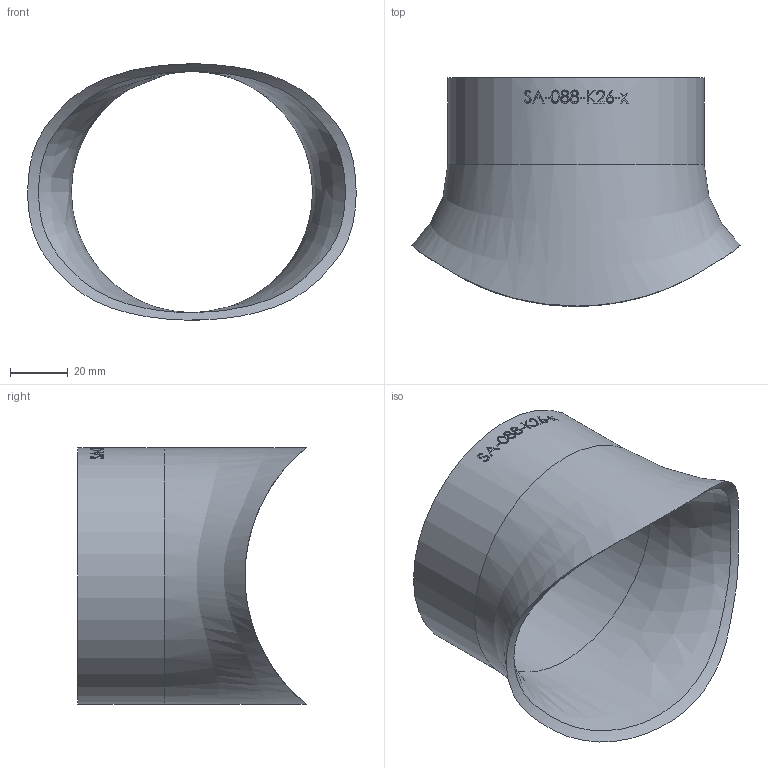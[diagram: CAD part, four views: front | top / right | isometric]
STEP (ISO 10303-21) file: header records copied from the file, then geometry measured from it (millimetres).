
FILE_DESCRIPTION (( 'STEP AP214' ), '1' );
FILE_NAME ('SA-088-K26-x Sattelstutzen 2001.STEP', '2020-01-08T14:17:10', ( '' ), ( '' ), 'SwSTEP 2.0', 'SolidWorks 2016', '' );
FILE_SCHEMA (( 'AUTOMOTIVE_DESIGN' ));
Length unit declared in the file: millimetre
Products named in the file (1): SA-088-K26-x Sattelstutzen 2001
Bounding box: 113.89 x 79.23 x 88.9 mm (x, y, z)
Volume: 51133.4 mm3; surface area: 41197.7 mm2
Topology: 1 solids, 1 shells, 155 faces, 404 edges, 269 vertices
Faces by surface type: bspline 100, plane 33, cylinder 22
Full cylindrical faces by diameter (mm): 83.7 x1, 88.9 x1
Entity records: 23142 total; most frequent: CARTESIAN_POINT 18637, ORIENTED_EDGE 792, EDGE_CURVE 396, B_SPLINE_CURVE_WITH_KNOTS 311, VERTEX_POINT 266, DIRECTION 244, EDGE_LOOP 180, FACE_OUTER_BOUND 159
